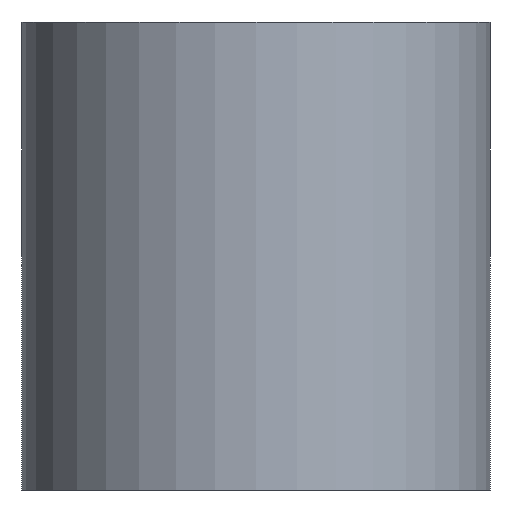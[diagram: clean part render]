
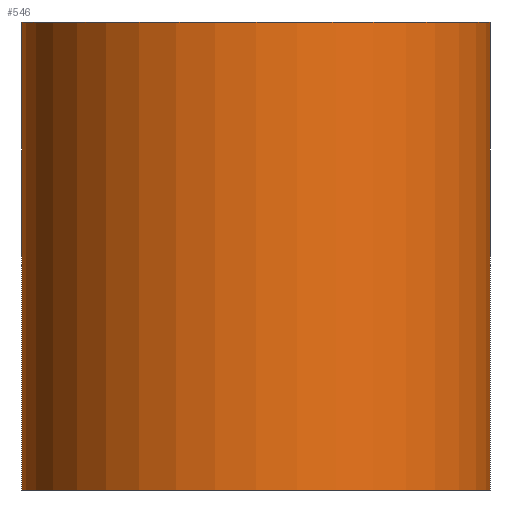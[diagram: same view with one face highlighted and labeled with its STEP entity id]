
A CAD part, front view. The second image highlights one B-rep face of the part: STEP entity #546.
In plain terms, the highlighted cylindrical face has radius 10 mm (diameter 20 mm), a partial arc.
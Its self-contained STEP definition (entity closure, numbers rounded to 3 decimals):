
#11 = EDGE_LOOP ( 'NONE', ( #358, #486, #321, #466 ) ) ;
#70 = VERTEX_POINT ( 'NONE', #380 ) ;
#71 = DIRECTION ( 'NONE',  ( 0., 0., -1. ) ) ;
#74 = CARTESIAN_POINT ( 'NONE',  ( 0., 50., 60. ) ) ;
#88 = LINE ( 'NONE', #399, #104 ) ;
#104 = VECTOR ( 'NONE', #650, 1000. ) ;
#152 = DIRECTION ( 'NONE',  ( -1., 0., 0. ) ) ;
#193 = VERTEX_POINT ( 'NONE', #420 ) ;
#223 = CARTESIAN_POINT ( 'NONE',  ( -10., 50., 60. ) ) ;
#235 = CYLINDRICAL_SURFACE ( 'NONE', #554, 10. ) ;
#237 = VERTEX_POINT ( 'NONE', #223 ) ;
#249 = EDGE_CURVE ( 'NONE', #542, #193, #520, .T. ) ;
#257 = CARTESIAN_POINT ( 'NONE',  ( 0., 50., 40. ) ) ;
#276 = DIRECTION ( 'NONE',  ( 0., 0., 1. ) ) ;
#321 = ORIENTED_EDGE ( 'NONE', *, *, #431, .T. ) ;
#345 = DIRECTION ( 'NONE',  ( 0., 0., -1. ) ) ;
#354 = EDGE_CURVE ( 'NONE', #237, #542, #507, .T. ) ;
#356 = DIRECTION ( 'NONE',  ( 0., 0., 1. ) ) ;
#358 = ORIENTED_EDGE ( 'NONE', *, *, #249, .F. ) ;
#369 = AXIS2_PLACEMENT_3D ( 'NONE', #257, #356, #459 ) ;
#380 = CARTESIAN_POINT ( 'NONE',  ( -10., 50., 40. ) ) ;
#399 = CARTESIAN_POINT ( 'NONE',  ( -10., 50., 60. ) ) ;
#417 = AXIS2_PLACEMENT_3D ( 'NONE', #74, #276, #531 ) ;
#420 = CARTESIAN_POINT ( 'NONE',  ( 10., 50., 40. ) ) ;
#431 = EDGE_CURVE ( 'NONE', #237, #70, #88, .T. ) ;
#459 = DIRECTION ( 'NONE',  ( 1., 0., 0. ) ) ;
#466 = ORIENTED_EDGE ( 'NONE', *, *, #594, .T. ) ;
#482 = CARTESIAN_POINT ( 'NONE',  ( 10., 50., 60. ) ) ;
#486 = ORIENTED_EDGE ( 'NONE', *, *, #354, .F. ) ;
#507 = CIRCLE ( 'NONE', #417, 10. ) ;
#520 = LINE ( 'NONE', #627, #589 ) ;
#531 = DIRECTION ( 'NONE',  ( 1., 0., 0. ) ) ;
#542 = VERTEX_POINT ( 'NONE', #482 ) ;
#546 = ADVANCED_FACE ( 'NONE', ( #601 ), #235, .T. ) ;
#554 = AXIS2_PLACEMENT_3D ( 'NONE', #603, #345, #152 ) ;
#589 = VECTOR ( 'NONE', #71, 1000. ) ;
#594 = EDGE_CURVE ( 'NONE', #70, #193, #614, .T. ) ;
#601 = FACE_OUTER_BOUND ( 'NONE', #11, .T. ) ;
#603 = CARTESIAN_POINT ( 'NONE',  ( 0., 50., 60. ) ) ;
#614 = CIRCLE ( 'NONE', #369, 10. ) ;
#627 = CARTESIAN_POINT ( 'NONE',  ( 10., 50., 60. ) ) ;
#650 = DIRECTION ( 'NONE',  ( 0., 0., -1. ) ) ;
